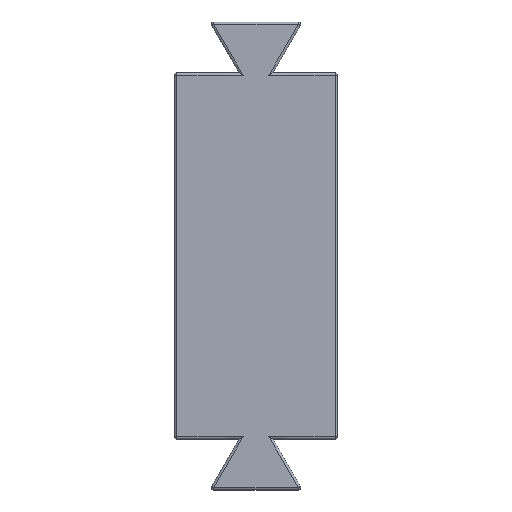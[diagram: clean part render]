
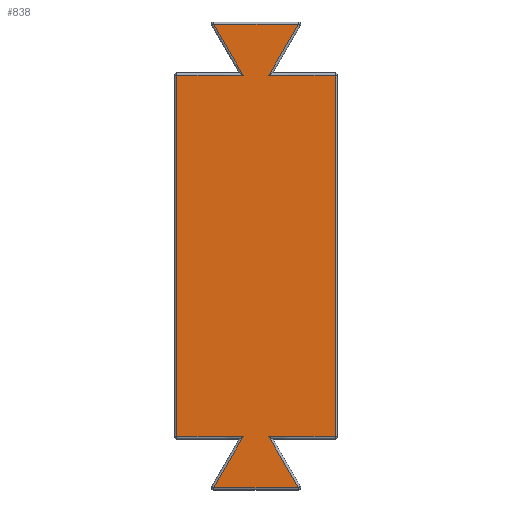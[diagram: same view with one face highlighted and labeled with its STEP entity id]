
A CAD part, front view. The second image highlights one B-rep face of the part: STEP entity #838.
In plain terms, the highlighted planar face has unit normal (0, -1, 0).
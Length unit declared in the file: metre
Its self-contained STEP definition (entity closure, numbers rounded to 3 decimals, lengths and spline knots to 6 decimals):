
#164=ORIENTED_EDGE('',*,*,#408,.T.);
#165=ORIENTED_EDGE('',*,*,#409,.T.);
#166=ORIENTED_EDGE('',*,*,#410,.T.);
#167=ORIENTED_EDGE('',*,*,#411,.T.);
#168=ORIENTED_EDGE('',*,*,#412,.T.);
#169=ORIENTED_EDGE('',*,*,#413,.T.);
#170=ORIENTED_EDGE('',*,*,#414,.T.);
#171=ORIENTED_EDGE('',*,*,#415,.T.);
#172=ORIENTED_EDGE('',*,*,#416,.T.);
#173=ORIENTED_EDGE('',*,*,#417,.T.);
#174=ORIENTED_EDGE('',*,*,#418,.T.);
#175=ORIENTED_EDGE('',*,*,#419,.T.);
#408=EDGE_CURVE('',#528,#529,#596,.T.);
#409=EDGE_CURVE('',#529,#530,#597,.F.);
#410=EDGE_CURVE('',#530,#531,#598,.F.);
#411=EDGE_CURVE('',#531,#532,#599,.F.);
#412=EDGE_CURVE('',#532,#533,#600,.T.);
#413=EDGE_CURVE('',#533,#534,#601,.T.);
#414=EDGE_CURVE('',#534,#535,#602,.F.);
#415=EDGE_CURVE('',#535,#536,#603,.T.);
#416=EDGE_CURVE('',#536,#537,#604,.T.);
#417=EDGE_CURVE('',#537,#538,#605,.F.);
#418=EDGE_CURVE('',#538,#539,#606,.F.);
#419=EDGE_CURVE('',#539,#528,#607,.F.);
#528=VERTEX_POINT('',#1424);
#529=VERTEX_POINT('',#1425);
#530=VERTEX_POINT('',#1427);
#531=VERTEX_POINT('',#1429);
#532=VERTEX_POINT('',#1431);
#533=VERTEX_POINT('',#1433);
#534=VERTEX_POINT('',#1435);
#535=VERTEX_POINT('',#1437);
#536=VERTEX_POINT('',#1439);
#537=VERTEX_POINT('',#1441);
#538=VERTEX_POINT('',#1443);
#539=VERTEX_POINT('',#1445);
#596=LINE('',#1423,#664);
#597=LINE('',#1426,#665);
#598=LINE('',#1428,#666);
#599=LINE('',#1430,#667);
#600=LINE('',#1432,#668);
#601=LINE('',#1434,#669);
#602=LINE('',#1436,#670);
#603=LINE('',#1438,#671);
#604=LINE('',#1440,#672);
#605=LINE('',#1442,#673);
#606=LINE('',#1444,#674);
#607=LINE('',#1446,#675);
#664=VECTOR('',#1091,1.);
#665=VECTOR('',#1092,1.);
#666=VECTOR('',#1093,1.);
#667=VECTOR('',#1094,1.);
#668=VECTOR('',#1095,1.);
#669=VECTOR('',#1096,1.);
#670=VECTOR('',#1097,1.);
#671=VECTOR('',#1098,1.);
#672=VECTOR('',#1099,1.);
#673=VECTOR('',#1100,1.);
#674=VECTOR('',#1101,1.);
#675=VECTOR('',#1102,1.);
#700=EDGE_LOOP('',(#164,#165,#166,#167,#168,#169,#170,#171,#172,#173,#174,
#175));
#762=FACE_BOUND('',#700,.T.);
#824=PLANE('',#913);
#838=ADVANCED_FACE('',(#762),#824,.T.);
#913=AXIS2_PLACEMENT_3D('',#1422,#1089,#1090);
#1089=DIRECTION('',(0.,-1.,0.));
#1090=DIRECTION('',(1.,0.,0.));
#1091=DIRECTION('',(1.,0.,0.));
#1092=DIRECTION('',(0.,0.,-1.));
#1093=DIRECTION('',(1.,0.,0.));
#1094=DIRECTION('',(-0.5,0.,-0.866));
#1095=DIRECTION('',(-1.,0.,0.));
#1096=DIRECTION('',(0.5,0.,-0.866));
#1097=DIRECTION('',(1.,0.,0.));
#1098=DIRECTION('',(0.,0.,-1.));
#1099=DIRECTION('',(1.,0.,0.));
#1100=DIRECTION('',(0.5,0.,0.866));
#1101=DIRECTION('',(-1.,0.,0.));
#1102=DIRECTION('',(0.5,0.,-0.866));
#1422=CARTESIAN_POINT('',(-0.143806,-0.16995,-0.171375));
#1423=CARTESIAN_POINT('',(-0.10915,-0.16995,-0.24845));
#1424=CARTESIAN_POINT('',(-0.138298,-0.16995,-0.24845));
#1425=CARTESIAN_POINT('',(-0.11015,-0.16995,-0.24845));
#1426=CARTESIAN_POINT('',(-0.11015,-0.16995,-0.171375));
#1427=CARTESIAN_POINT('',(-0.11015,-0.16995,-0.09445));
#1428=CARTESIAN_POINT('',(-0.143806,-0.16995,-0.09445));
#1429=CARTESIAN_POINT('',(-0.138298,-0.16995,-0.09445));
#1430=CARTESIAN_POINT('',(-0.172984,-0.16995,-0.154529));
#1431=CARTESIAN_POINT('',(-0.125798,-0.16995,-0.072799));
#1432=CARTESIAN_POINT('',(-0.163546,-0.16995,-0.072799));
#1433=CARTESIAN_POINT('',(-0.161814,-0.16995,-0.072799));
#1434=CARTESIAN_POINT('',(-0.15018,-0.16995,-0.09295));
#1435=CARTESIAN_POINT('',(-0.149314,-0.16995,-0.09445));
#1436=CARTESIAN_POINT('',(-0.143806,-0.16995,-0.09445));
#1437=CARTESIAN_POINT('',(-0.177461,-0.16995,-0.09445));
#1438=CARTESIAN_POINT('',(-0.177461,-0.16995,-0.24945));
#1439=CARTESIAN_POINT('',(-0.177461,-0.16995,-0.24845));
#1440=CARTESIAN_POINT('',(-0.151046,-0.16995,-0.24845));
#1441=CARTESIAN_POINT('',(-0.149314,-0.16995,-0.24845));
#1442=CARTESIAN_POINT('',(-0.114562,-0.16995,-0.188259));
#1443=CARTESIAN_POINT('',(-0.161814,-0.16995,-0.270101));
#1444=CARTESIAN_POINT('',(-0.143806,-0.16995,-0.270101));
#1445=CARTESIAN_POINT('',(-0.125798,-0.16995,-0.270101));
#1446=CARTESIAN_POINT('',(-0.173049,-0.16995,-0.188259));
